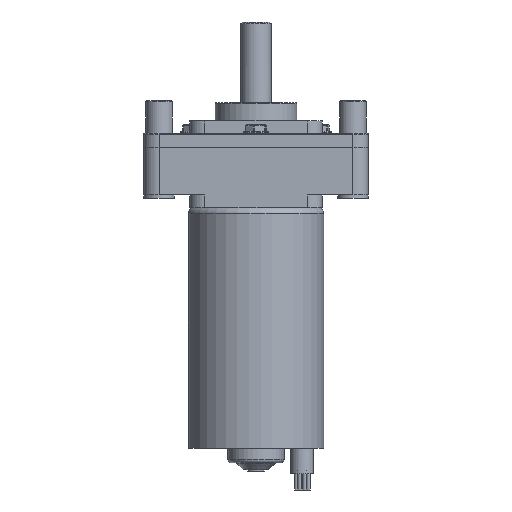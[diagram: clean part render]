
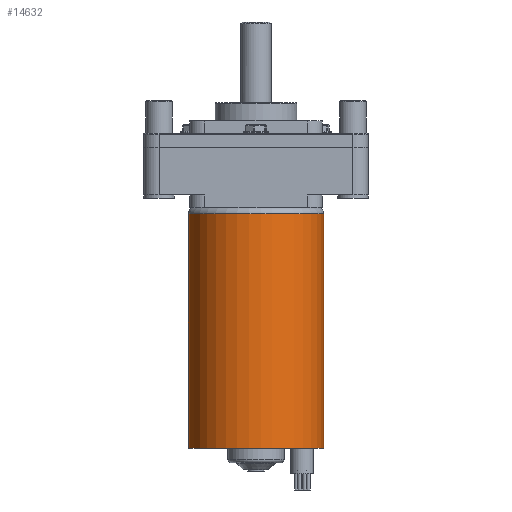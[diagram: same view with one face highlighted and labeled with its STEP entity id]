
A CAD part, front view. The second image highlights one B-rep face of the part: STEP entity #14632.
In plain terms, the highlighted cylindrical face has radius 21.1 mm (diameter 42.2 mm), a full revolution.
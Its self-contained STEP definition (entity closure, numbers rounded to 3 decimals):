
#2585=LINE('',#26078,#3867);
#3867=VECTOR('',#19342,21.1);
#4000=CYLINDRICAL_SURFACE('',#15987,21.1);
#4778=FACE_OUTER_BOUND('',#5720,.T.);
#5720=EDGE_LOOP('',(#13720,#13721,#13722,#13723));
#6165=CIRCLE('',#15986,21.1);
#6166=CIRCLE('',#15988,21.1);
#7564=VERTEX_POINT('',#26072);
#7565=VERTEX_POINT('',#26076);
#9626=EDGE_CURVE('',#7564,#7564,#6165,.T.);
#9627=EDGE_CURVE('',#7565,#7565,#6166,.T.);
#9628=EDGE_CURVE('',#7565,#7564,#2585,.T.);
#13720=ORIENTED_EDGE('',*,*,#9627,.F.);
#13721=ORIENTED_EDGE('',*,*,#9628,.T.);
#13722=ORIENTED_EDGE('',*,*,#9626,.F.);
#13723=ORIENTED_EDGE('',*,*,#9628,.F.);
#14632=ADVANCED_FACE('',(#4778),#4000,.T.);
#15986=AXIS2_PLACEMENT_3D('',#26074,#19336,#19337);
#15987=AXIS2_PLACEMENT_3D('',#26075,#19338,#19339);
#15988=AXIS2_PLACEMENT_3D('',#26077,#19340,#19341);
#19336=DIRECTION('center_axis',(0.,0.,-1.));
#19337=DIRECTION('ref_axis',(-1.,0.,0.));
#19338=DIRECTION('center_axis',(0.,0.,1.));
#19339=DIRECTION('ref_axis',(-1.,0.,0.));
#19340=DIRECTION('center_axis',(0.,0.,1.));
#19341=DIRECTION('ref_axis',(-1.,0.,0.));
#19342=DIRECTION('',(0.,0.,-1.));
#26072=CARTESIAN_POINT('',(21.1,0.,2.));
#26074=CARTESIAN_POINT('Origin',(0.,0.,2.));
#26075=CARTESIAN_POINT('Origin',(0.,0.,0.));
#26076=CARTESIAN_POINT('',(21.1,0.,75.));
#26077=CARTESIAN_POINT('Origin',(0.,0.,75.));
#26078=CARTESIAN_POINT('',(21.1,0.,0.));
